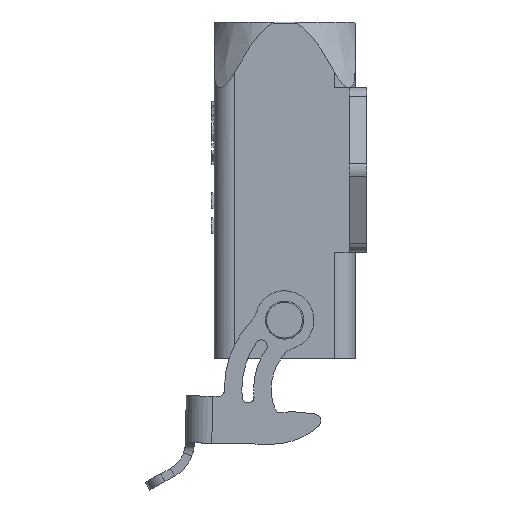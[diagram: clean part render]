
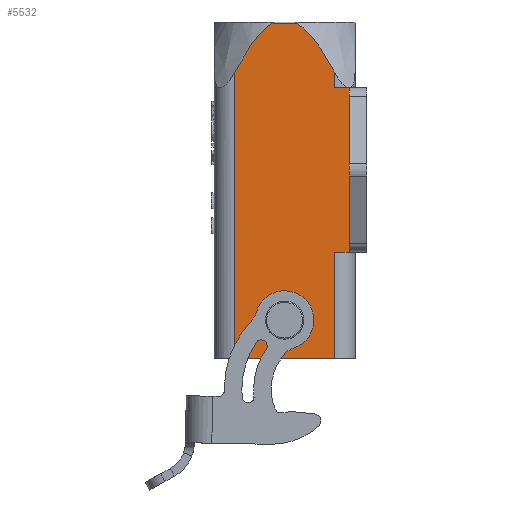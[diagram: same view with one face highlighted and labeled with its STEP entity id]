
A CAD part, left-side view. The second image highlights one B-rep face of the part: STEP entity #5532.
In plain terms, the highlighted planar face has unit normal (-1, 0, 0).
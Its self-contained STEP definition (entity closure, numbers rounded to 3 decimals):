
#943=CARTESIAN_POINT('',(-12.,14.,-25.6));
#944=DIRECTION('',(1.,0.,0.));
#945=DIRECTION('',(0.,0.,-1.));
#946=AXIS2_PLACEMENT_3D('',#943,#944,#945);
#948=CARTESIAN_POINT('',(-12.,14.,-25.6));
#949=DIRECTION('',(1.,0.,0.));
#950=DIRECTION('',(0.,0.,1.));
#951=AXIS2_PLACEMENT_3D('',#948,#949,#950);
#953=DIRECTION('',(0.,-1.,0.));
#954=VECTOR('',#953,3.946);
#955=CARTESIAN_POINT('',(-12.,15.973,25.));
#956=LINE('',#955,#954);
#993=CARTESIAN_POINT('',(-12.,12.027,25.));
#994=CARTESIAN_POINT('',(-12.,11.717,24.835));
#995=CARTESIAN_POINT('',(-12.,11.099,24.432));
#996=CARTESIAN_POINT('',(-12.,10.163,23.603));
#997=CARTESIAN_POINT('',(-12.,9.236,22.576));
#998=CARTESIAN_POINT('',(-12.,8.299,21.348));
#999=CARTESIAN_POINT('',(-12.,7.374,19.963));
#1000=CARTESIAN_POINT('',(-12.,6.444,18.411));
#1001=CARTESIAN_POINT('',(-12.,5.816,17.268));
#1002=CARTESIAN_POINT('',(-12.,5.5,16.67));
#1258=CARTESIAN_POINT('',(-12.,22.5,16.67));
#1259=CARTESIAN_POINT('',(-12.,22.184,17.267));
#1260=CARTESIAN_POINT('',(-12.,21.557,18.409));
#1261=CARTESIAN_POINT('',(-12.,20.627,19.96));
#1262=CARTESIAN_POINT('',(-12.,19.704,21.343));
#1263=CARTESIAN_POINT('',(-12.,18.768,22.572));
#1264=CARTESIAN_POINT('',(-12.,17.831,23.608));
#1265=CARTESIAN_POINT('',(-12.,16.903,24.43));
#1266=CARTESIAN_POINT('',(-12.,16.283,24.835));
#1267=CARTESIAN_POINT('',(-12.,15.973,25.));
#1292=DIRECTION('',(0.,0.,1.));
#1293=VECTOR('',#1292,48.77);
#1294=CARTESIAN_POINT('',(-12.,22.5,-32.1));
#1295=LINE('',#1294,#1293);
#1327=DIRECTION('',(0.,1.,0.));
#1328=VECTOR('',#1327,17.);
#1329=CARTESIAN_POINT('',(-12.,5.5,-32.1));
#1330=LINE('',#1329,#1328);
#1486=DIRECTION('',(0.,-1.,0.));
#1487=VECTOR('',#1486,2.5);
#1488=CARTESIAN_POINT('',(-12.,5.5,14.));
#1489=LINE('',#1488,#1487);
#1565=DIRECTION('',(0.,1.,0.));
#1566=VECTOR('',#1565,2.5);
#1567=CARTESIAN_POINT('',(-12.,3.,-14.));
#1568=LINE('',#1567,#1566);
#1569=DIRECTION('',(0.,0.,-1.));
#1570=VECTOR('',#1569,28.);
#1571=CARTESIAN_POINT('',(-12.,3.,14.));
#1572=LINE('',#1571,#1570);
#1868=DIRECTION('',(0.,0.,-1.));
#1869=VECTOR('',#1868,18.1);
#1870=CARTESIAN_POINT('',(-12.,5.5,-14.));
#1871=LINE('',#1870,#1869);
#1887=DIRECTION('',(0.,0.,-1.));
#1888=VECTOR('',#1887,2.67);
#1889=CARTESIAN_POINT('',(-12.,5.5,16.67));
#1890=LINE('',#1889,#1888);
#4010=CARTESIAN_POINT('',(-12.,14.,-23.25));
#4011=VERTEX_POINT('',#4010);
#4012=CARTESIAN_POINT('',(-12.,14.,-27.95));
#4013=VERTEX_POINT('',#4012);
#4033=CARTESIAN_POINT('',(-12.,5.5,-32.1));
#4034=CARTESIAN_POINT('',(-12.,22.5,-32.1));
#4035=VERTEX_POINT('',#4033);
#4036=VERTEX_POINT('',#4034);
#4037=CARTESIAN_POINT('',(-12.,5.5,16.67));
#4038=CARTESIAN_POINT('',(-12.,5.5,14.));
#4039=VERTEX_POINT('',#4037);
#4040=VERTEX_POINT('',#4038);
#4041=CARTESIAN_POINT('',(-12.,3.,-14.));
#4042=CARTESIAN_POINT('',(-12.,5.5,-14.));
#4043=VERTEX_POINT('',#4041);
#4044=VERTEX_POINT('',#4042);
#4045=CARTESIAN_POINT('',(-12.,3.,14.));
#4046=VERTEX_POINT('',#4045);
#4052=VERTEX_POINT('',#993);
#4057=CARTESIAN_POINT('',(-12.,15.973,25.));
#4058=VERTEX_POINT('',#4057);
#4059=VERTEX_POINT('',#1258);
#5500=CARTESIAN_POINT('',(-12.,2.,-32.1));
#5501=DIRECTION('',(-1.,0.,0.));
#5502=DIRECTION('',(0.,0.,1.));
#5503=AXIS2_PLACEMENT_3D('',#5500,#5501,#5502);
#5504=PLANE('',#5503);
#5506=ORIENTED_EDGE('',*,*,#5505,.T.);
#5508=ORIENTED_EDGE('',*,*,#5507,.T.);
#5510=ORIENTED_EDGE('',*,*,#5509,.T.);
#5512=ORIENTED_EDGE('',*,*,#5511,.T.);
#5514=ORIENTED_EDGE('',*,*,#5513,.T.);
#5516=ORIENTED_EDGE('',*,*,#5515,.T.);
#5518=ORIENTED_EDGE('',*,*,#5517,.T.);
#5520=ORIENTED_EDGE('',*,*,#5519,.T.);
#5522=ORIENTED_EDGE('',*,*,#5521,.T.);
#5524=ORIENTED_EDGE('',*,*,#5523,.T.);
#5525=EDGE_LOOP('',(#5506,#5508,#5510,#5512,#5514,#5516,#5518,#5520,#5522,
#5524));
#5526=FACE_OUTER_BOUND('',#5525,.F.);
#5527=ORIENTED_EDGE('',*,*,#5490,.F.);
#5529=ORIENTED_EDGE('',*,*,#5528,.F.);
#5530=EDGE_LOOP('',(#5527,#5529));
#5531=FACE_BOUND('',#5530,.F.);
#5532=ADVANCED_FACE('',(#5526,#5531),#5504,.T.);
#947=CIRCLE('',#946,2.35);
#952=CIRCLE('',#951,2.35);
#1003=B_SPLINE_CURVE_WITH_KNOTS('',3,(#993,#994,#995,#996,#997,#998,#999,#1000,
#1001,#1002),.UNSPECIFIED.,.F.,.F.,(4,1,1,1,1,1,1,4),(0.,0.143,
0.286,0.429,0.571,0.714,
0.857,1.),.UNSPECIFIED.);
#1268=B_SPLINE_CURVE_WITH_KNOTS('',3,(#1258,#1259,#1260,#1261,#1262,#1263,#1264,
#1265,#1266,#1267),.UNSPECIFIED.,.F.,.F.,(4,1,1,1,1,1,1,4),(0.,
0.143,0.286,0.429,0.571,
0.714,0.857,1.),.UNSPECIFIED.);
#5490=EDGE_CURVE('',#4013,#4011,#947,.T.);
#5505=EDGE_CURVE('',#4058,#4052,#956,.T.);
#5507=EDGE_CURVE('',#4052,#4039,#1003,.T.);
#5509=EDGE_CURVE('',#4039,#4040,#1890,.T.);
#5511=EDGE_CURVE('',#4040,#4046,#1489,.T.);
#5513=EDGE_CURVE('',#4046,#4043,#1572,.T.);
#5515=EDGE_CURVE('',#4043,#4044,#1568,.T.);
#5517=EDGE_CURVE('',#4044,#4035,#1871,.T.);
#5519=EDGE_CURVE('',#4035,#4036,#1330,.T.);
#5521=EDGE_CURVE('',#4036,#4059,#1295,.T.);
#5523=EDGE_CURVE('',#4059,#4058,#1268,.T.);
#5528=EDGE_CURVE('',#4011,#4013,#952,.T.);
